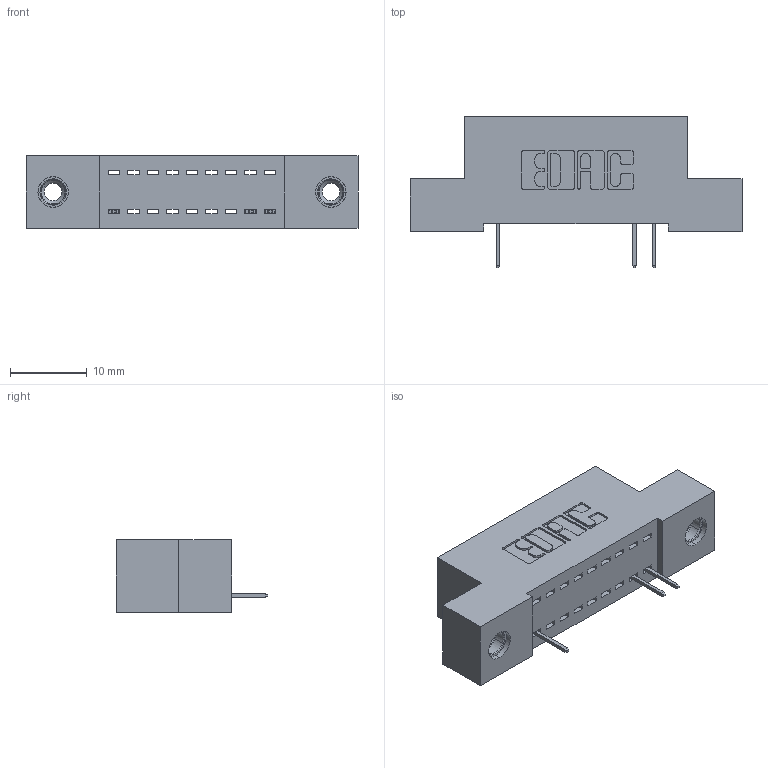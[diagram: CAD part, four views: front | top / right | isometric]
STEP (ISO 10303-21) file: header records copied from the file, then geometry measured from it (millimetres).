
FILE_DESCRIPTION (( 'STEP AP203' ), '1' );
FILE_NAME ('392-009-524-108.STEP', '2018-08-14T19:44:56', ( '' ), ( '' ), 'SwSTEP 2.0', 'SolidWorks 2016', '' );
FILE_SCHEMA (( 'CONFIG_CONTROL_DESIGN' ));
Length unit declared in the file: inch
Products named in the file (4): 342 Part_TI; 345-292-001_345-293-124; 345-250-001_345-250-003-102; 392-009-524-108
Assembly tree (6 placements, depth 2):
  392-009-524-108
    342 Part_TI
    345-292-001_345-293-124  x3
    345-250-001_345-250-003-102  x2
Bounding box: 43.18 x 19.69 x 9.4 mm (x, y, z)
Volume: 3578.3 mm3; surface area: 4263.9 mm2
Topology: 6 solids, 6 shells, 428 faces, 1227 edges, 798 vertices
Faces by surface type: plane 314, cylinder 98, cone 12, torus 4
Entity records: 10706 total; most frequent: CARTESIAN_POINT 1858, ORIENTED_EDGE 1802, DIRECTION 1661, EDGE_CURVE 901, LINE 757, VECTOR 757, VERTEX_POINT 592, AXIS2_PLACEMENT_3D 452
